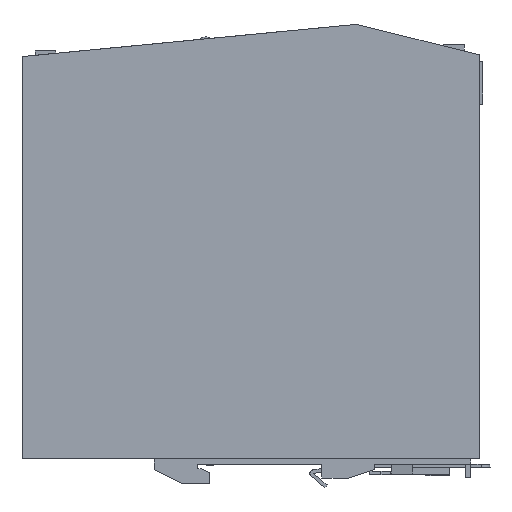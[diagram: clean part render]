
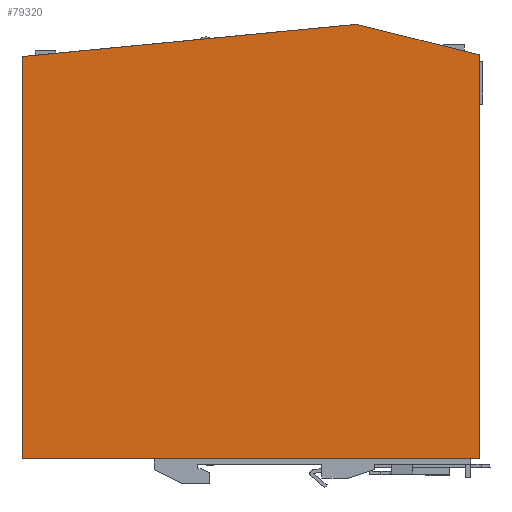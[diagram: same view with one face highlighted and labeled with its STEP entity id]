
A CAD part, left-side view. The second image highlights one B-rep face of the part: STEP entity #79320.
In plain terms, the highlighted planar face has unit normal (-1, 0, 0).
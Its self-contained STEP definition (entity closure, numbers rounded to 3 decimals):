
#6700=CARTESIAN_POINT('',(0.,0.,8.245));
#6710=DIRECTION('',(0.,1.,0.));
#6720=VECTOR('',#6710,1.);
#6730=LINE('',#6700,#6720);
#6740=CARTESIAN_POINT('',(0.,3.,8.245));
#6750=VERTEX_POINT('',#6740);
#6760=CARTESIAN_POINT('',(0.,133.032,8.244));
#6770=VERTEX_POINT('',#6760);
#6780=EDGE_CURVE('',#6750,#6770,#6730,.T.);
#78940=CARTESIAN_POINT('',(0.,68.032,63.275));
#78950=DIRECTION('',(-1.,0.,0.));
#78960=DIRECTION('',(0.,-1.,0.));
#78970=AXIS2_PLACEMENT_3D('',#78940,#78950,#78960);
#78980=PLANE('',#78970);
#78990=CARTESIAN_POINT('',(0.,130.511,122.789));
#79000=DIRECTION('',(0.,-0.995,0.096));
#79010=VECTOR('',#79000,1.);
#79020=LINE('',#78990,#79010);
#79030=CARTESIAN_POINT('',(0.,133.032,122.546));
#79040=VERTEX_POINT('',#79030);
#79050=CARTESIAN_POINT('',(0.,37.939,131.702));
#79060=VERTEX_POINT('',#79050);
#79070=EDGE_CURVE('',#79040,#79060,#79020,.T.);
#79080=ORIENTED_EDGE('',*,*,#79070,.F.);
#79090=CARTESIAN_POINT('',(0.,37.306,131.544));
#79100=DIRECTION('',(0.,-0.97,-0.242));
#79110=VECTOR('',#79100,1.);
#79120=LINE('',#79090,#79110);
#79130=CARTESIAN_POINT('',(0.,3.,122.991));
#79140=VERTEX_POINT('',#79130);
#79150=EDGE_CURVE('',#79060,#79140,#79120,.T.);
#79160=ORIENTED_EDGE('',*,*,#79150,.F.);
#79170=CARTESIAN_POINT('',(0.,3.,74.795));
#79180=DIRECTION('',(0.,0.,1.));
#79190=VECTOR('',#79180,1.);
#79200=LINE('',#79170,#79190);
#79210=EDGE_CURVE('',#6750,#79140,#79200,.T.);
#79220=ORIENTED_EDGE('',*,*,#79210,.T.);
#79230=ORIENTED_EDGE('',*,*,#6780,.F.);
#79240=CARTESIAN_POINT('',(0.,133.032,74.795));
#79250=DIRECTION('',(0.,0.,1.));
#79260=VECTOR('',#79250,1.);
#79270=LINE('',#79240,#79260);
#79280=EDGE_CURVE('',#6770,#79040,#79270,.T.);
#79290=ORIENTED_EDGE('',*,*,#79280,.F.);
#79300=EDGE_LOOP('',(#79290,#79230,#79220,#79160,#79080));
#79310=FACE_OUTER_BOUND('',#79300,.T.);
#79320=ADVANCED_FACE('',(#79310),#78980,.T.);
